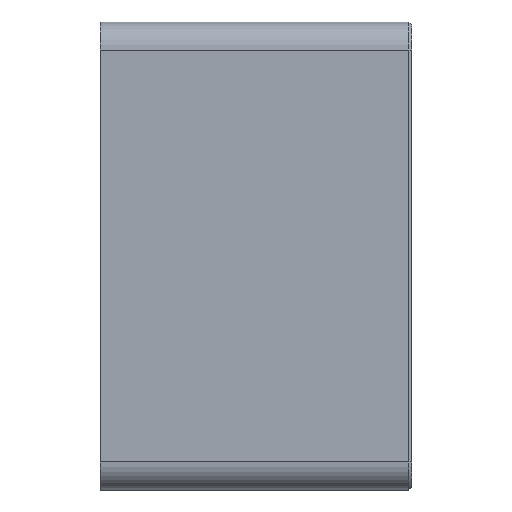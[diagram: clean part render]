
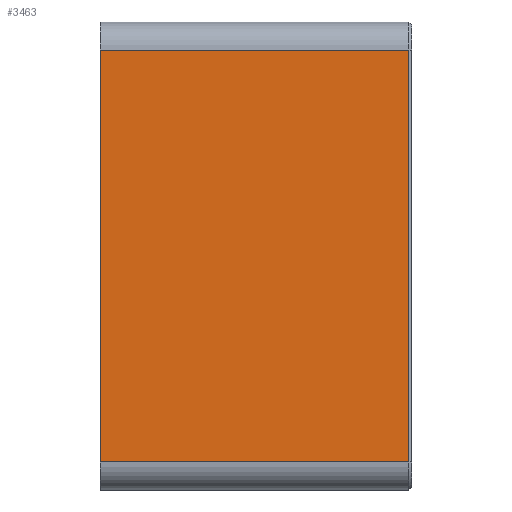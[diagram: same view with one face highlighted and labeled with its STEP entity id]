
A CAD part, front view. The second image highlights one B-rep face of the part: STEP entity #3463.
In plain terms, the highlighted planar face has unit normal (0, -1, 0).
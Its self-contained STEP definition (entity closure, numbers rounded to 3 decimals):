
#317=FACE_OUTER_BOUND('',#519,.T.);
#519=EDGE_LOOP('',(#2750,#2751,#2752,#2753));
#800=LINE('',#5321,#1184);
#845=LINE('',#5447,#1229);
#858=LINE('',#5486,#1242);
#859=LINE('',#5488,#1243);
#1184=VECTOR('',#4220,10.);
#1229=VECTOR('',#4331,10.);
#1242=VECTOR('',#4380,10.);
#1243=VECTOR('',#4383,10.);
#1527=VERTEX_POINT('',#5318);
#1528=VERTEX_POINT('',#5320);
#1573=VERTEX_POINT('',#5440);
#1576=VERTEX_POINT('',#5445);
#1921=EDGE_CURVE('',#1527,#1528,#800,.T.);
#1984=EDGE_CURVE('',#1576,#1573,#845,.T.);
#2005=EDGE_CURVE('',#1573,#1527,#858,.T.);
#2006=EDGE_CURVE('',#1528,#1576,#859,.T.);
#2750=ORIENTED_EDGE('',*,*,#1984,.F.);
#2751=ORIENTED_EDGE('',*,*,#2006,.F.);
#2752=ORIENTED_EDGE('',*,*,#1921,.F.);
#2753=ORIENTED_EDGE('',*,*,#2005,.F.);
#3298=PLANE('',#3714);
#3463=ADVANCED_FACE('',(#317),#3298,.T.);
#3714=AXIS2_PLACEMENT_3D('',#5487,#4381,#4382);
#4220=DIRECTION('',(0.,0.,1.));
#4331=DIRECTION('',(0.,0.,-1.));
#4380=DIRECTION('',(-1.,0.,0.));
#4381=DIRECTION('center_axis',(0.,-1.,0.));
#4382=DIRECTION('ref_axis',(0.,0.,-1.));
#4383=DIRECTION('',(1.,0.,0.));
#5318=CARTESIAN_POINT('',(0.,-2.,2.));
#5320=CARTESIAN_POINT('',(0.,-2.,60.7));
#5321=CARTESIAN_POINT('',(0.,-2.,62.2));
#5440=CARTESIAN_POINT('',(44.,-2.,2.));
#5445=CARTESIAN_POINT('',(44.,-2.,60.7));
#5447=CARTESIAN_POINT('',(44.,-2.,46.775));
#5486=CARTESIAN_POINT('',(0.,-2.,2.));
#5487=CARTESIAN_POINT('Origin',(0.,-2.,62.2));
#5488=CARTESIAN_POINT('',(4.,-2.,60.7));
